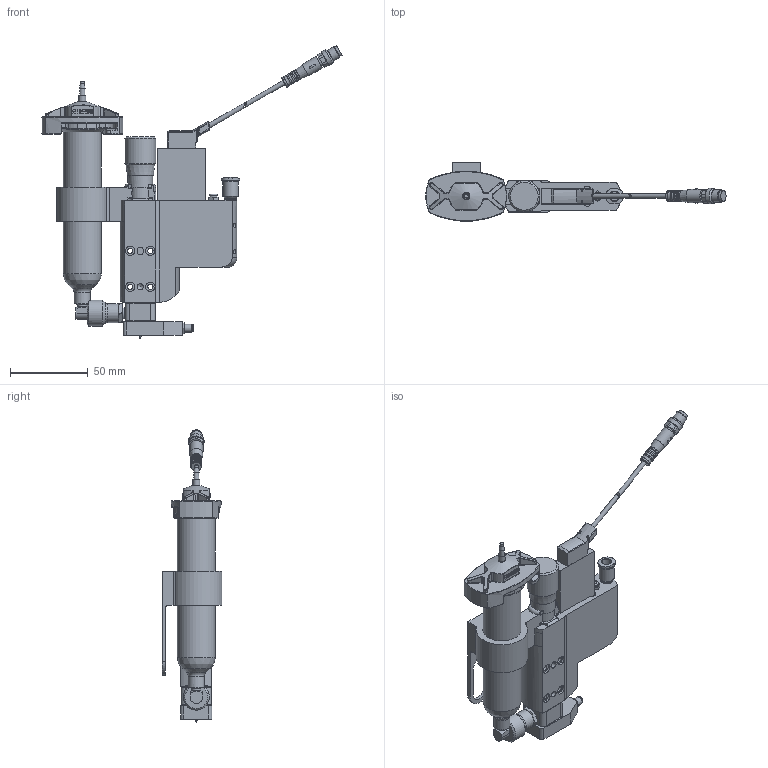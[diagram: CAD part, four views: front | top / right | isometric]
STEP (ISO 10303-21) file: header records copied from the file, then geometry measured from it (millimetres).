
FILE_DESCRIPTION(/* description */ (''),/* implementation_level */ '2;1');
FILE_NAME(/* name */ 'S01400_R5_DV6110_Jetventil_Shrinkwrap_1.stp',/* time_stamp */ '2021-01-18T15:12:47+01:00',/* author */ ('glueck'),/* organization */ (''),/* preprocessor_version */ 'ST-DEVELOPER v18.1',/* originating_system */ 'Autodesk Inventor 2021',/* authorisation */ '');
FILE_SCHEMA (('AUTOMOTIVE_DESIGN { 1 0 10303 214 3 1 1 }'));
Length unit declared in the file: millimetre
Products named in the file (1): S01400_R5_DV6110_Jetventil_Shrinkwrap_1
Bounding box: 192.92 x 38.5 x 187.76 mm (x, y, z)
Volume: 189512.5 mm3; surface area: 49910.5 mm2
Topology: 2 solids, 2 shells, 920 faces, 2313 edges, 1462 vertices
Faces by surface type: plane 396, cylinder 290, cone 82, torus 76, bspline 68, sphere 8
Full cylindrical faces by diameter (mm): 0.35 x1, 1.95 x4, 2.459 x4, 2.5 x9, 2.9 x10, 3.4 x4, 3.6 x1, 4 x2, 4.5 x3, 4.8 x1, 5 x6, 5.95 x1, 6 x10, 6.9 x1, 7 x5, 7.4 x1, 7.8 x2, 8 x4, 8.5 x1, 9.6 x1, 9.8 x1, 10 x1, 10.5 x1, 12 x1, 15.9 x1, 16.662 x1, 20 x1, 24.387 x2
Entity records: 31654 total; most frequent: CARTESIAN_POINT 8659, ORIENTED_EDGE 4622, DIRECTION 4530, EDGE_CURVE 2311, AXIS2_PLACEMENT_3D 1669, VERTEX_POINT 1462, LINE 1192, VECTOR 1192
